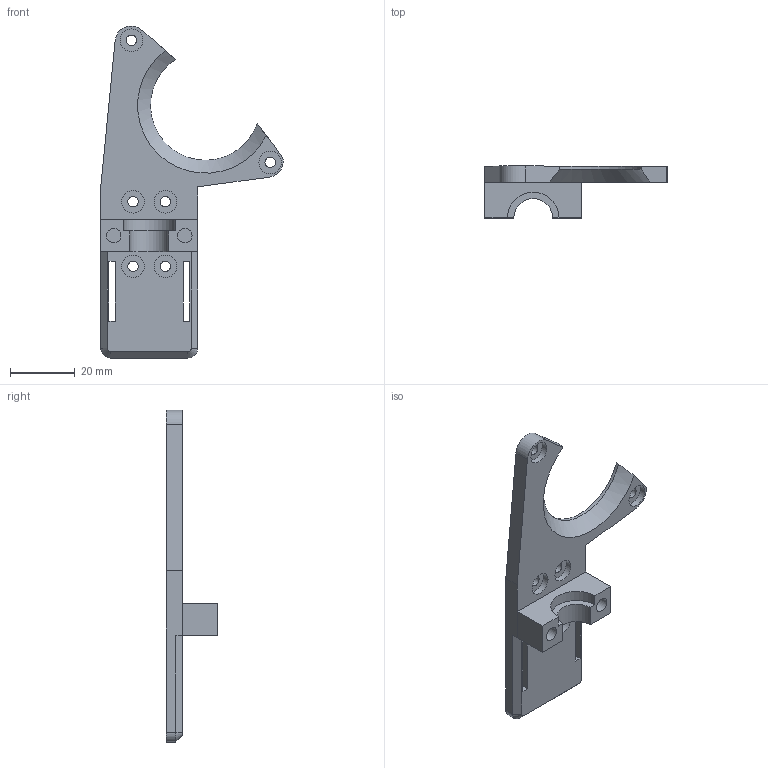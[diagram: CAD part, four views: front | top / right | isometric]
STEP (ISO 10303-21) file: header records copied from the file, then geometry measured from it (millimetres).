
FILE_DESCRIPTION(('FreeCAD Model'),'2;1');
FILE_NAME('Open CASCADE Shape Model','2023-10-09T22:50:55',(''),(''), 'Open CASCADE STEP processor 7.6','FreeCAD','Unknown');
FILE_SCHEMA(('AUTOMOTIVE_DESIGN { 1 0 10303 214 1 1 1 1 }'));
Length unit declared in the file: millimetre
Products named in the file (1): 2.0_back_v6
Bounding box: 56.48 x 16 x 102.8 mm (x, y, z)
Volume: 14144.4 mm3; surface area: 8505.4 mm2
Topology: 1 solids, 1 shells, 60 faces, 144 edges, 94 vertices
Faces by surface type: plane 36, cylinder 21, cone 3
Full cylindrical faces by diameter (mm): 3.2 x6, 4.5 x2, 7 x6
Entity records: 3784 total; most frequent: CARTESIAN_POINT 807, DIRECTION 564, LINE 339, VECTOR 339, ORIENTED_EDGE 288, PCURVE 288, DEFINITIONAL_REPRESENTATION 288, EDGE_CURVE 144
